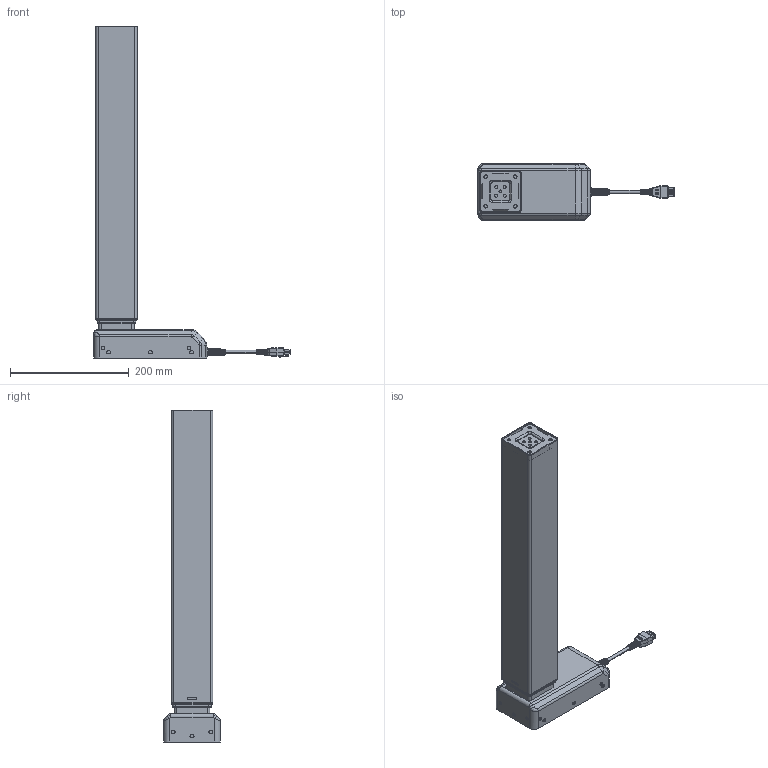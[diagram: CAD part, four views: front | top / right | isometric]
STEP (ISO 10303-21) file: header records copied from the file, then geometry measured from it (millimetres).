
FILE_DESCRIPTION (( 'STEP AP203' ), '1' );
FILE_NAME ('DD371.3.STEP', '2020-01-28T11:10:15', ( '' ), ( '' ), 'SwSTEP 2.0', 'SolidWorks 2018', '' );
FILE_SCHEMA (( 'CONFIG_CONTROL_DESIGN' ));
Length unit declared in the file: millimetre
Products named in the file (1): DD371.3
Bounding box: 330.8 x 96 x 560 mm (x, y, z)
Volume: 6839610 mm3; surface area: 453221.2 mm2
Topology: 3 solids, 3 shells, 1155 faces, 3006 edges, 1959 vertices
Faces by surface type: plane 774, cylinder 213, bspline 101, cone 61, torus 6
Entity records: 36793 total; most frequent: CARTESIAN_POINT 8631, ORIENTED_EDGE 6008, DIRECTION 5550, EDGE_CURVE 3004, LINE 2174, VECTOR 2174, VERTEX_POINT 1959, AXIS2_PLACEMENT_3D 1688
